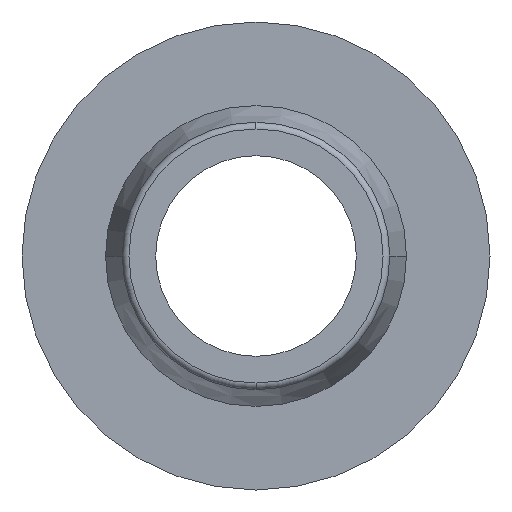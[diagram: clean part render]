
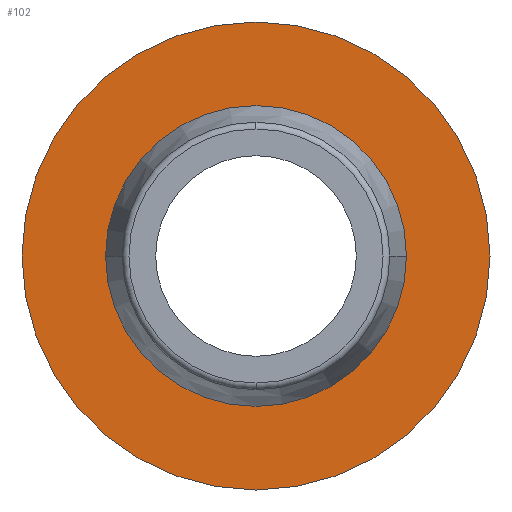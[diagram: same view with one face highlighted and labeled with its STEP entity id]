
A CAD part, front view. The second image highlights one B-rep face of the part: STEP entity #102.
In plain terms, the highlighted planar face has unit normal (0, -1, 0).
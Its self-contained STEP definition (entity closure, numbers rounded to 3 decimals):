
#102=ADVANCED_FACE('',(#219,#220),#221,.T.);
#219=FACE_BOUND('',#350,.T.);
#220=FACE_OUTER_BOUND('',#351,.T.);
#221=PLANE('',#352);
#350=EDGE_LOOP('',(#584,#585));
#351=EDGE_LOOP('',(#586,#587));
#352=AXIS2_PLACEMENT_3D('',#588,#589,#590);
#584=ORIENTED_EDGE('',*,*,#849,.T.);
#585=ORIENTED_EDGE('',*,*,#788,.T.);
#586=ORIENTED_EDGE('',*,*,#768,.T.);
#587=ORIENTED_EDGE('',*,*,#782,.T.);
#588=CARTESIAN_POINT('',(0.0,14.0,0.0));
#589=DIRECTION('',(0.0,-1.0,0.0));
#590=DIRECTION('',(-1.0,0.0,0.0));
#768=EDGE_CURVE('',#901,#906,#908,.T.);
#782=EDGE_CURVE('',#906,#901,#932,.T.);
#788=EDGE_CURVE('',#936,#940,#942,.T.);
#849=EDGE_CURVE('',#940,#936,#1033,.T.);
#901=VERTEX_POINT('',#1089);
#906=VERTEX_POINT('',#1095);
#908=CIRCLE('',#1098,7.0);
#932=CIRCLE('',#1124,7.0);
#936=VERTEX_POINT('',#1128);
#940=VERTEX_POINT('',#1133);
#942=CIRCLE('',#1136,4.5);
#1033=CIRCLE('',#1241,4.5);
#1089=CARTESIAN_POINT('',(7.0,14.0,0.0));
#1095=CARTESIAN_POINT('',(-7.0,14.0,0.));
#1098=AXIS2_PLACEMENT_3D('',#1307,#1308,#1309);
#1124=AXIS2_PLACEMENT_3D('',#1336,#1337,#1338);
#1128=CARTESIAN_POINT('',(4.5,14.0,0.));
#1133=CARTESIAN_POINT('',(-4.5,14.0,0.));
#1136=AXIS2_PLACEMENT_3D('',#1347,#1348,#1349);
#1241=AXIS2_PLACEMENT_3D('',#1460,#1461,#1462);
#1307=CARTESIAN_POINT('',(0.0,14.0,0.0));
#1308=DIRECTION('',(0.0,-1.0,0.0));
#1309=DIRECTION('',(1.0,0.0,0.0));
#1336=CARTESIAN_POINT('',(0.0,14.0,0.0));
#1337=DIRECTION('',(0.0,-1.0,0.0));
#1338=DIRECTION('',(1.0,0.0,0.0));
#1347=CARTESIAN_POINT('',(0.0,14.0,0.0));
#1348=DIRECTION('',(-0.0,1.0,0.0));
#1349=DIRECTION('',(1.0,0.0,0.0));
#1460=CARTESIAN_POINT('',(0.0,14.0,0.0));
#1461=DIRECTION('',(-0.0,1.0,0.0));
#1462=DIRECTION('',(1.0,0.0,0.0));
